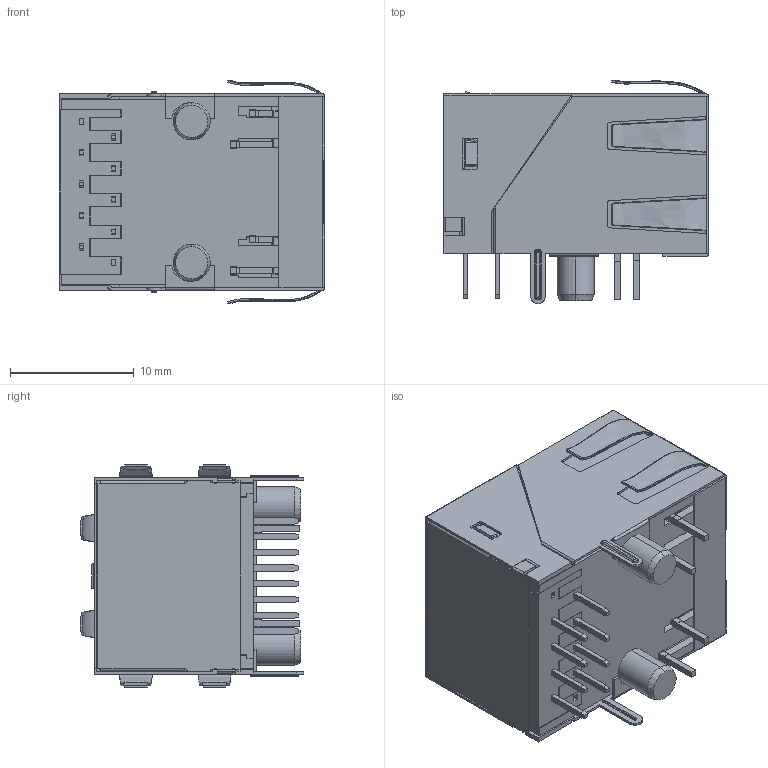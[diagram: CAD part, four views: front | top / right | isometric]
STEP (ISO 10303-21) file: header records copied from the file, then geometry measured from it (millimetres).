
FILE_DESCRIPTION (( 'STEP AP203' ), '1' );
FILE_NAME ('rjld-260tc1_asm.STEP', '2014-04-08T08:35:22', ( 'taipc8' ), ( '' ), 'SwSTEP 2.0', 'SolidWorks 2007', '' );
FILE_SCHEMA (( 'CONFIG_CONTROL_DESIGN' ));
Products named in the file (18): MSBR-4-1_預設; MSBR-5-1_預設; MSBR-6-1_預設; MSBR-7-1_預設; MSBR-12-1_預設; MSBR-2-1_預設; MSBR-3-1_預設; MSBR-9-1_預設; MSBR-8-1_預設; rjld-260tc1_asm; MSBR-1-1_預設; MSBR-10-1_預設; MSBR-11-1_預設; MSBR-13-1_預設; MSBR-14-1_預設; MSBR-14_1-1_預設; MSBR-15-1_預設; MSBR-16-1_預設
Assembly tree (17 placements, depth 2):
  rjld-260tc1_asm
    MSBR-3-1_預設
    MSBR-6-1_預設
    MSBR-11-1_預設
    MSBR-9-1_預設
    MSBR-14_1-1_預設
    MSBR-14-1_預設
    MSBR-2-1_預設
    MSBR-12-1_預設
    MSBR-10-1_預設
    MSBR-13-1_預設
    MSBR-16-1_預設
    MSBR-4-1_預設
    MSBR-8-1_預設
    MSBR-1-1_預設
    MSBR-5-1_預設
    MSBR-7-1_預設
    MSBR-15-1_預設
Bounding box: 21.46 x 18.09 x 18.09 mm (x, y, z)
Volume: 514.5 mm3; surface area: 7004.1 mm2
Topology: 15 solids, 17 shells, 1586 faces, 4413 edges, 2828 vertices
Faces by surface type: plane 1139, cylinder 287, bspline 152, cone 8
Entity records: 60194 total; most frequent: CARTESIAN_POINT 18742, ORIENTED_EDGE 8783, DIRECTION 7424, EDGE_CURVE 4406, VECTOR 3492, LINE 3492, VERTEX_POINT 2828, AXIS2_PLACEMENT_3D 1966
